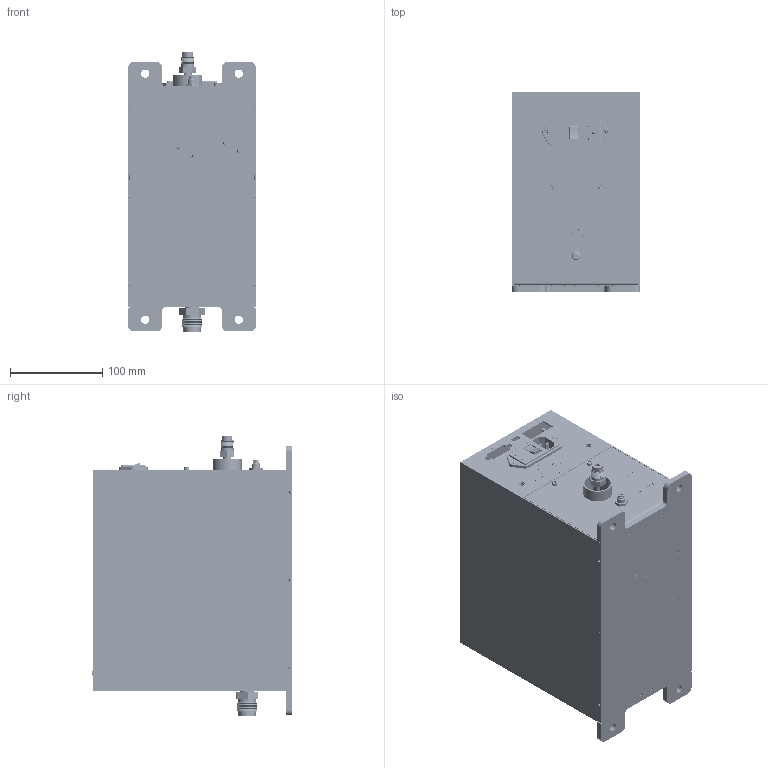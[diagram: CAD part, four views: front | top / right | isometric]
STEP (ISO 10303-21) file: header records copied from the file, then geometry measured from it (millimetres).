
FILE_DESCRIPTION (( 'STEP AP214' ), '1' );
FILE_NAME ('VDM3W3000A1A1XXXXX.STEP', '2017-02-27T21:14:52', ( 'mrutkowski' ), ( '' ), 'SwSTEP 2.0', 'SolidWorks 2014', '' );
FILE_SCHEMA (( 'AUTOMOTIVE_DESIGN' ));
Length unit declared in the file: inch
Products named in the file (1): VDM3W3000A1A1XXXXX
Bounding box: 138.68 x 216.66 x 302.39 mm (x, y, z)
Volume: 603355.2 mm3; surface area: 616961.5 mm2
Topology: 101 solids, 102 shells, 9937 faces, 25387 edges, 16628 vertices
Faces by surface type: plane 6036, bspline 2119, cylinder 1468, cone 282, torus 20, sphere 12
Entity records: 431102 total; most frequent: CARTESIAN_POINT 177213, ORIENTED_EDGE 50622, DIRECTION 39952, EDGE_CURVE 25311, LINE 16910, VECTOR 16910, VERTEX_POINT 16620, AXIS2_PLACEMENT_3D 11521
